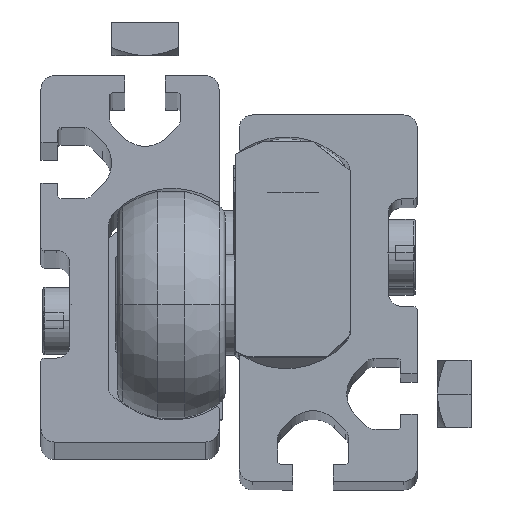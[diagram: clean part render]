
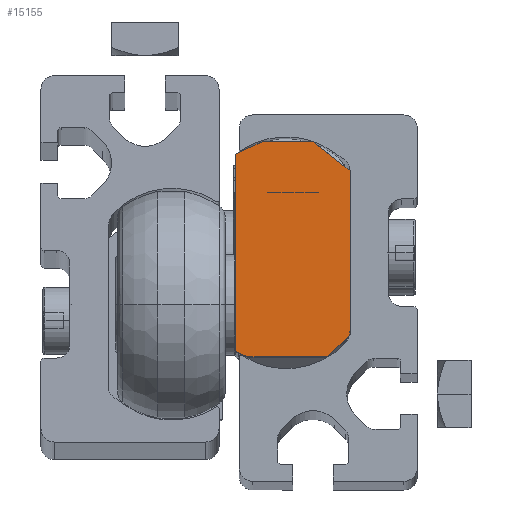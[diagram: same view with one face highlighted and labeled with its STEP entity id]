
A CAD part, top view. The second image highlights one B-rep face of the part: STEP entity #15155.
In plain terms, the highlighted face is planar.
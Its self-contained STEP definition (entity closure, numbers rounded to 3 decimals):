
#270 = LINE ( 'NONE', #14434, #17410 ) ;
#642 = FACE_OUTER_BOUND ( 'NONE', #8199, .T. ) ;
#751 = CARTESIAN_POINT ( 'NONE',  ( -19., -15.5, 5.2 ) ) ;
#953 = CARTESIAN_POINT ( 'NONE',  ( -19., -14.661, -8.5 ) ) ;
#1048 = ORIENTED_EDGE ( 'NONE', *, *, #9225, .F. ) ;
#1432 = ORIENTED_EDGE ( 'NONE', *, *, #4112, .T. ) ;
#1736 = AXIS2_PLACEMENT_3D ( 'NONE', #18136, #5029, #19466 ) ;
#2057 = ORIENTED_EDGE ( 'NONE', *, *, #9528, .T. ) ;
#2249 = VECTOR ( 'NONE', #4044, 1000. ) ;
#2467 = VERTEX_POINT ( 'NONE', #8094 ) ;
#2580 = ORIENTED_EDGE ( 'NONE', *, *, #13858, .T. ) ;
#3086 = EDGE_CURVE ( 'NONE', #11210, #7572, #4770, .T. ) ;
#3947 = VECTOR ( 'NONE', #4387, 1000. ) ;
#4044 = DIRECTION ( 'NONE',  ( 0., -0.423, 0.906 ) ) ;
#4112 = EDGE_CURVE ( 'NONE', #4944, #14823, #15846, .T. ) ;
#4387 = DIRECTION ( 'NONE',  ( 0., -0.423, -0.906 ) ) ;
#4770 = LINE ( 'NONE', #11924, #10147 ) ;
#4944 = VERTEX_POINT ( 'NONE', #17731 ) ;
#5029 = DIRECTION ( 'NONE',  ( -1., 0., 0. ) ) ;
#5612 = CARTESIAN_POINT ( 'NONE',  ( -19., -12.2, 8.5 ) ) ;
#5666 = CARTESIAN_POINT ( 'NONE',  ( -19., 12.203, 8.5 ) ) ;
#7201 = DIRECTION ( 'NONE',  ( 0., 1., 0. ) ) ;
#7316 = ORIENTED_EDGE ( 'NONE', *, *, #17640, .T. ) ;
#7572 = VERTEX_POINT ( 'NONE', #10856 ) ;
#8028 = CARTESIAN_POINT ( 'NONE',  ( -19., 16.5, -4.6 ) ) ;
#8094 = CARTESIAN_POINT ( 'NONE',  ( -19., -12.2, 8.5 ) ) ;
#8127 = CARTESIAN_POINT ( 'NONE',  ( -19., 14.681, -8.5 ) ) ;
#8199 = EDGE_LOOP ( 'NONE', ( #7316, #18467, #1432, #2580, #2057, #10915, #1048, #18889 ) ) ;
#8528 = LINE ( 'NONE', #5612, #18344 ) ;
#8608 = VERTEX_POINT ( 'NONE', #18747 ) ;
#9225 = EDGE_CURVE ( 'NONE', #2467, #11210, #10908, .T. ) ;
#9528 = EDGE_CURVE ( 'NONE', #19795, #7572, #12022, .T. ) ;
#9588 = DIRECTION ( 'NONE',  ( 0., 0., 1. ) ) ;
#9695 = LINE ( 'NONE', #17998, #10723 ) ;
#9925 = VERTEX_POINT ( 'NONE', #5666 ) ;
#10079 = CARTESIAN_POINT ( 'NONE',  ( -19., -14.661, -8.5 ) ) ;
#10147 = VECTOR ( 'NONE', #16331, 1000. ) ;
#10356 = VECTOR ( 'NONE', #14575, 1000. ) ;
#10723 = VECTOR ( 'NONE', #9588, 1000. ) ;
#10856 = CARTESIAN_POINT ( 'NONE',  ( -19., -15.5, -6.7 ) ) ;
#10908 = LINE ( 'NONE', #17049, #18508 ) ;
#10915 = ORIENTED_EDGE ( 'NONE', *, *, #3086, .F. ) ;
#11210 = VERTEX_POINT ( 'NONE', #751 ) ;
#11924 = CARTESIAN_POINT ( 'NONE',  ( -19., -15.5, 5.2 ) ) ;
#12022 = LINE ( 'NONE', #10079, #2249 ) ;
#13163 = DIRECTION ( 'NONE',  ( 0., 0.616, -0.788 ) ) ;
#13858 = EDGE_CURVE ( 'NONE', #14823, #19795, #15941, .T. ) ;
#13923 = DIRECTION ( 'NONE',  ( 0., -0.707, -0.707 ) ) ;
#14434 = CARTESIAN_POINT ( 'NONE',  ( -19., 12.203, 8.5 ) ) ;
#14498 = PLANE ( 'NONE',  #1736 ) ;
#14542 = EDGE_CURVE ( 'NONE', #4944, #8608, #9695, .T. ) ;
#14575 = DIRECTION ( 'NONE',  ( 0., -1., 0. ) ) ;
#14823 = VERTEX_POINT ( 'NONE', #19312 ) ;
#15155 = ADVANCED_FACE ( 'NONE', ( #642 ), #14498, .T. ) ;
#15846 = LINE ( 'NONE', #8028, #3947 ) ;
#15941 = LINE ( 'NONE', #8127, #10356 ) ;
#16331 = DIRECTION ( 'NONE',  ( 0., 0., -1. ) ) ;
#17049 = CARTESIAN_POINT ( 'NONE',  ( -19., -12.2, 8.5 ) ) ;
#17410 = VECTOR ( 'NONE', #13163, 1000. ) ;
#17640 = EDGE_CURVE ( 'NONE', #9925, #8608, #270, .T. ) ;
#17731 = CARTESIAN_POINT ( 'NONE',  ( -19., 16.5, -4.6 ) ) ;
#17998 = CARTESIAN_POINT ( 'NONE',  ( -19., 16.5, -4.6 ) ) ;
#18136 = CARTESIAN_POINT ( 'NONE',  ( -19., 1.5, 22.2 ) ) ;
#18344 = VECTOR ( 'NONE', #7201, 1000. ) ;
#18467 = ORIENTED_EDGE ( 'NONE', *, *, #14542, .F. ) ;
#18508 = VECTOR ( 'NONE', #13923, 1000. ) ;
#18747 = CARTESIAN_POINT ( 'NONE',  ( -19., 16.5, 3. ) ) ;
#18889 = ORIENTED_EDGE ( 'NONE', *, *, #20233, .T. ) ;
#19312 = CARTESIAN_POINT ( 'NONE',  ( -19., 14.681, -8.5 ) ) ;
#19466 = DIRECTION ( 'NONE',  ( 0., 0., 1. ) ) ;
#19795 = VERTEX_POINT ( 'NONE', #953 ) ;
#20233 = EDGE_CURVE ( 'NONE', #2467, #9925, #8528, .T. ) ;
